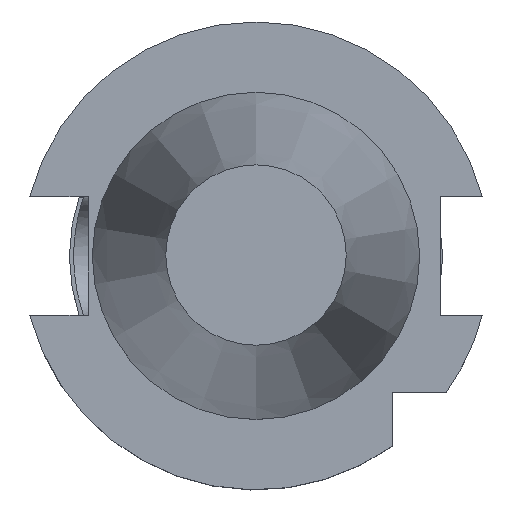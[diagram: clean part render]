
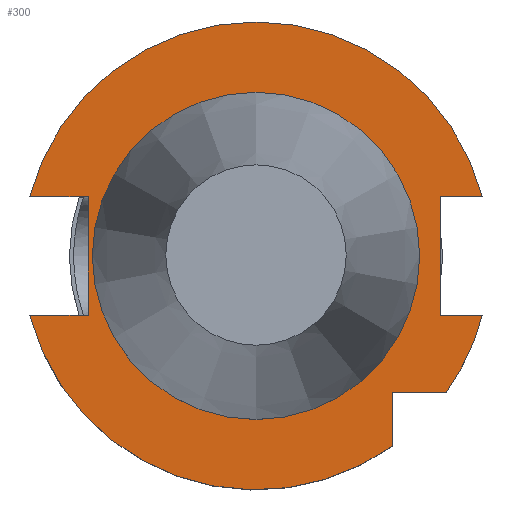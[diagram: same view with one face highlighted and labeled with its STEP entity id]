
A CAD part, top view. The second image highlights one B-rep face of the part: STEP entity #300.
In plain terms, the highlighted planar face has unit normal (0, 0, 1).
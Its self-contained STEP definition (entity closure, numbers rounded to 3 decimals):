
#202=EDGE_CURVE('Unnamed[1]',#606,#607,#608,.T.);
#208=EDGE_CURVE('Unnamed[1]',#618,#619,#620,.T.);
#266=EDGE_CURVE('Unnamed[1]',#709,#606,#710,.T.);
#300=ADVANCED_FACE('Unnamed[1]',(#760,#761),#762,.T.);
#320=EDGE_CURVE('Unnamed[1]',#716,#709,#790,.T.);
#350=EDGE_CURVE('Unnamed[1]',#607,#809,#832,.T.);
#359=EDGE_CURVE('Unnamed[1]',#843,#716,#844,.T.);
#365=EDGE_CURVE('Unnamed[1]',#850,#850,#851,.T.);
#395=EDGE_CURVE('Unnamed[1]',#664,#886,#887,.T.);
#397=EDGE_CURVE('Unnamed[1]',#809,#889,#890,.T.);
#411=EDGE_CURVE('Unnamed[1]',#889,#664,#909,.T.);
#482=EDGE_CURVE('Unnamed[1]',#619,#843,#999,.T.);
#538=EDGE_CURVE('Unnamed[1]',#886,#618,#1076,.T.);
#606=VERTEX_POINT('',#1157);
#607=VERTEX_POINT('',#1158);
#608=LINE('',#1159,#1160);
#618=VERTEX_POINT('',#1174);
#619=VERTEX_POINT('',#1175);
#620=LINE('',#1176,#1177);
#664=VERTEX_POINT('',#1243);
#709=VERTEX_POINT('',#1305);
#710=LINE('',#1306,#1307);
#716=VERTEX_POINT('',#1316);
#760=FACE_OUTER_BOUND('',#1395,.T.);
#761=FACE_BOUND('',#1396,.T.);
#762=PLANE('',#1397);
#790=LINE('',#1436,#1437);
#809=VERTEX_POINT('',#1472);
#832=CIRCLE('',#1523,31.775);
#843=VERTEX_POINT('',#1539);
#844=CIRCLE('',#1540,31.775);
#850=VERTEX_POINT('',#1559);
#851=CIRCLE('',#1560,22.225);
#886=VERTEX_POINT('',#1615);
#887=CIRCLE('',#1616,31.775);
#889=VERTEX_POINT('',#1619);
#890=LINE('',#1620,#1621);
#909=LINE('',#1645,#1646);
#999=LINE('',#1839,#1840);
#1076=LINE('',#1972,#1973);
#1157=CARTESIAN_POINT('',(-22.8,-8.05,-3.2));
#1158=CARTESIAN_POINT('',(-30.738,-8.05,-3.2));
#1159=CARTESIAN_POINT('',(-13.874,-8.05,-3.2));
#1160=VECTOR('',#2076,1.0);
#1174=CARTESIAN_POINT('',(25.0,-8.05,-3.2));
#1175=CARTESIAN_POINT('',(25.0,8.05,-3.2));
#1176=CARTESIAN_POINT('',(25.0,13.5,-3.2));
#1177=VECTOR('',#2081,1.0);
#1243=CARTESIAN_POINT('',(25.834,-18.5,-3.2));
#1305=CARTESIAN_POINT('',(-22.8,8.05,-3.2));
#1306=CARTESIAN_POINT('',(-22.8,13.5,-3.2));
#1307=VECTOR('',#2183,1.0);
#1316=CARTESIAN_POINT('',(-30.738,8.05,-3.2));
#1395=EDGE_LOOP('',(#2230,#2231,#2232,#2233,#2234,#2235,#2236,#2237,#2238,#2239,#2240));
#1396=EDGE_LOOP('',(#2241));
#1397=AXIS2_PLACEMENT_3D('',#2242,#2243,#2244);
#1436=CARTESIAN_POINT('',(-13.874,8.05,-3.2));
#1437=VECTOR('',#2272,1.0);
#1472=CARTESIAN_POINT('',(18.5,-25.834,-3.2));
#1523=AXIS2_PLACEMENT_3D('',#2313,#2314,#2315);
#1539=CARTESIAN_POINT('',(30.738,8.05,-3.2));
#1540=AXIS2_PLACEMENT_3D('',#2328,#2329,#2330);
#1559=CARTESIAN_POINT('',(0.,22.225,-3.2));
#1560=AXIS2_PLACEMENT_3D('',#2332,#2333,#2334);
#1615=CARTESIAN_POINT('',(30.738,-8.05,-3.2));
#1616=AXIS2_PLACEMENT_3D('',#2376,#2377,#2378);
#1619=CARTESIAN_POINT('',(18.5,-18.5,-3.2));
#1620=CARTESIAN_POINT('',(18.5,1.842,-3.2));
#1621=VECTOR('',#2379,1.0);
#1645=CARTESIAN_POINT('',(11.658,-18.5,-3.2));
#1646=VECTOR('',#2417,1.0);
#1839=CARTESIAN_POINT('',(14.424,8.05,-3.2));
#1840=VECTOR('',#2527,1.0);
#1972=CARTESIAN_POINT('',(14.424,-8.05,-3.2));
#1973=VECTOR('',#2623,1.0);
#2076=DIRECTION('',(-1.0,0.,0.));
#2081=DIRECTION('',(0.,1.0,0.));
#2183=DIRECTION('',(0.,-1.0,0.));
#2230=ORIENTED_EDGE('',*,*,#411,.T.);
#2231=ORIENTED_EDGE('',*,*,#395,.T.);
#2232=ORIENTED_EDGE('',*,*,#538,.T.);
#2233=ORIENTED_EDGE('',*,*,#208,.T.);
#2234=ORIENTED_EDGE('',*,*,#482,.T.);
#2235=ORIENTED_EDGE('',*,*,#359,.T.);
#2236=ORIENTED_EDGE('',*,*,#320,.T.);
#2237=ORIENTED_EDGE('',*,*,#266,.T.);
#2238=ORIENTED_EDGE('',*,*,#202,.T.);
#2239=ORIENTED_EDGE('',*,*,#350,.T.);
#2240=ORIENTED_EDGE('',*,*,#397,.T.);
#2241=ORIENTED_EDGE('',*,*,#365,.F.);
#2242=CARTESIAN_POINT('',(0.,27.0,-3.2));
#2243=DIRECTION('',(0.0,0.,1.0));
#2244=DIRECTION('',(1.0,0.,0.));
#2272=DIRECTION('',(1.0,0.,0.));
#2313=CARTESIAN_POINT('',(0.,0.,-3.2));
#2314=DIRECTION('',(0.,0.,1.0));
#2315=DIRECTION('',(0.,1.0,0.));
#2328=CARTESIAN_POINT('',(0.,0.,-3.2));
#2329=DIRECTION('',(0.,0.,1.0));
#2330=DIRECTION('',(0.,1.0,0.));
#2332=CARTESIAN_POINT('',(0.,0.,-3.2));
#2333=DIRECTION('',(0.,0.,1.0));
#2334=DIRECTION('',(0.,1.0,0.));
#2376=CARTESIAN_POINT('',(0.,0.,-3.2));
#2377=DIRECTION('',(0.,0.,1.0));
#2378=DIRECTION('',(0.,1.0,0.));
#2379=DIRECTION('',(0.,1.0,0.));
#2417=DIRECTION('',(1.0,0.,0.));
#2527=DIRECTION('',(1.0,0.,0.));
#2623=DIRECTION('',(-1.0,0.,0.));
